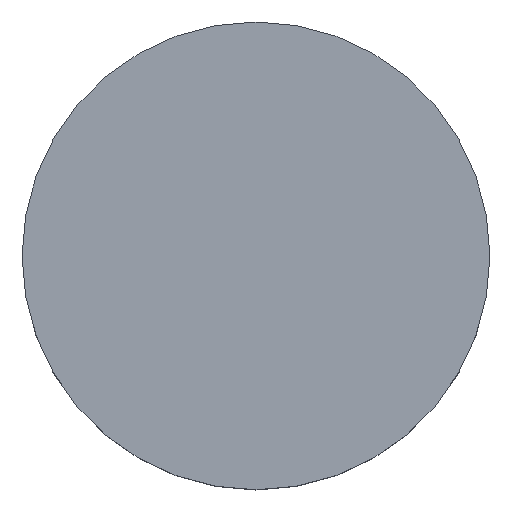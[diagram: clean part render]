
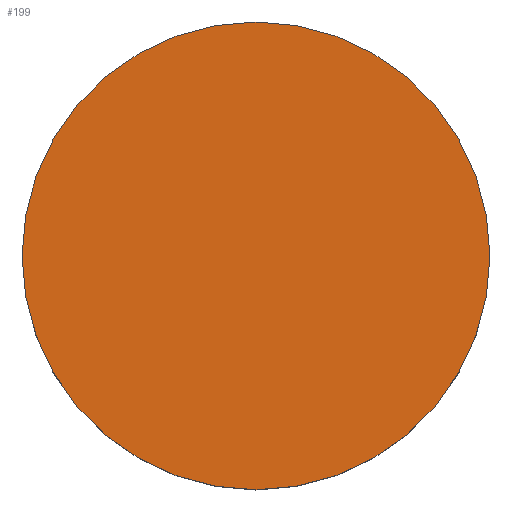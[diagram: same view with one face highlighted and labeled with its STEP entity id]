
A CAD part, top view. The second image highlights one B-rep face of the part: STEP entity #199.
In plain terms, the highlighted planar face has unit normal (0, 0, 1).
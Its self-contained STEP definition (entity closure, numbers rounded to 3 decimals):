
#3 = DIRECTION ( 'NONE',  ( 1., 0., 0. ) ) ;
#4 = CIRCLE ( 'NONE', #183, 1. ) ;
#16 = EDGE_LOOP ( 'NONE', ( #43, #169 ) ) ;
#21 = CARTESIAN_POINT ( 'NONE',  ( 0., 0., 0.5 ) ) ;
#24 = DIRECTION ( 'NONE',  ( 0., 0., 1. ) ) ;
#29 = FACE_OUTER_BOUND ( 'NONE', #16, .T. ) ;
#43 = ORIENTED_EDGE ( 'NONE', *, *, #185, .T. ) ;
#65 = PLANE ( 'NONE',  #101 ) ;
#79 = DIRECTION ( 'NONE',  ( 1., 0., 0. ) ) ;
#95 = CARTESIAN_POINT ( 'NONE',  ( 0., 0., 0.5 ) ) ;
#101 = AXIS2_PLACEMENT_3D ( 'NONE', #21, #110, #3 ) ;
#110 = DIRECTION ( 'NONE',  ( 0., 0., 1. ) ) ;
#111 = DIRECTION ( 'NONE',  ( 1., 0., 0. ) ) ;
#127 = CARTESIAN_POINT ( 'NONE',  ( 0., 0., 0.5 ) ) ;
#130 = VERTEX_POINT ( 'NONE', #162 ) ;
#138 = VERTEX_POINT ( 'NONE', #144 ) ;
#144 = CARTESIAN_POINT ( 'NONE',  ( -1., 0., 0.5 ) ) ;
#151 = EDGE_CURVE ( 'NONE', #130, #138, #4, .T. ) ;
#162 = CARTESIAN_POINT ( 'NONE',  ( 1., 0., 0.5 ) ) ;
#169 = ORIENTED_EDGE ( 'NONE', *, *, #151, .T. ) ;
#183 = AXIS2_PLACEMENT_3D ( 'NONE', #127, #24, #111 ) ;
#185 = EDGE_CURVE ( 'NONE', #138, #130, #189, .T. ) ;
#189 = CIRCLE ( 'NONE', #195, 1. ) ;
#190 = DIRECTION ( 'NONE',  ( 0., 0., 1. ) ) ;
#195 = AXIS2_PLACEMENT_3D ( 'NONE', #95, #190, #79 ) ;
#199 = ADVANCED_FACE ( 'NONE', ( #29 ), #65, .T. ) ;
